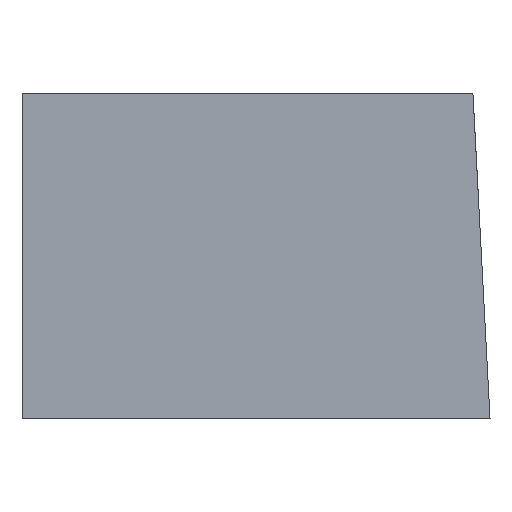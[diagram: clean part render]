
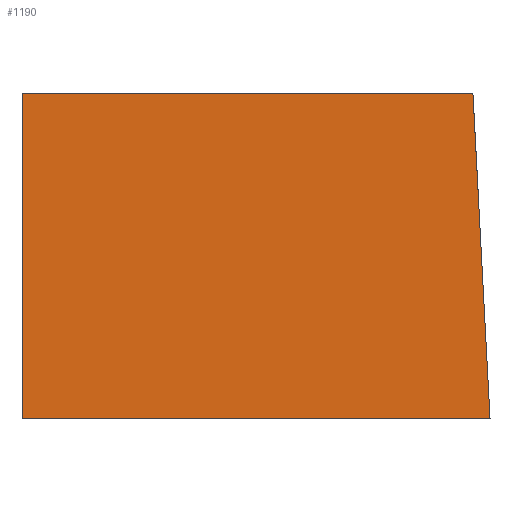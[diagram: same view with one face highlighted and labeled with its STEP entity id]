
A CAD part, left-side view. The second image highlights one B-rep face of the part: STEP entity #1190.
In plain terms, the highlighted planar face has unit normal (-1, 0, 0).
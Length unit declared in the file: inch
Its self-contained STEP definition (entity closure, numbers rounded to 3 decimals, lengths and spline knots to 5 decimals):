
#151=DIRECTION('',(0.,-1.,0.));
#152=VECTOR('',#151,1.437);
#153=CARTESIAN_POINT('',(-1.25,0.672,0.));
#154=LINE('',#153,#152);
#201=DIRECTION('',(0.,-1.,0.));
#202=VECTOR('',#201,1.38459);
#203=CARTESIAN_POINT('',(-1.25,0.672,1.));
#204=LINE('',#203,#202);
#553=DIRECTION('',(0.,0.052,0.999));
#554=VECTOR('',#553,1.00137);
#555=CARTESIAN_POINT('',(-1.25,-0.765,0.));
#556=LINE('',#555,#554);
#557=DIRECTION('',(0.,0.,1.));
#558=VECTOR('',#557,1.);
#559=CARTESIAN_POINT('',(-1.25,0.672,0.));
#560=LINE('',#559,#558);
#814=CARTESIAN_POINT('',(-1.25,0.672,0.));
#816=VERTEX_POINT('',#814);
#818=CARTESIAN_POINT('',(-1.25,0.672,1.));
#820=VERTEX_POINT('',#818);
#869=CARTESIAN_POINT('',(-1.25,-0.765,0.));
#871=VERTEX_POINT('',#869);
#873=CARTESIAN_POINT('',(-1.25,-0.71259,1.));
#875=VERTEX_POINT('',#873);
#1179=CARTESIAN_POINT('',(-1.25,0.672,0.));
#1180=DIRECTION('',(-1.,0.,0.));
#1181=DIRECTION('',(0.,-1.,0.));
#1182=AXIS2_PLACEMENT_3D('',#1179,#1180,#1181);
#1183=PLANE('',#1182);
#1184=ORIENTED_EDGE('',*,*,#1159,.F.);
#1185=ORIENTED_EDGE('',*,*,#906,.F.);
#1186=ORIENTED_EDGE('',*,*,#1125,.T.);
#1187=ORIENTED_EDGE('',*,*,#966,.T.);
#1188=EDGE_LOOP('',(#1184,#1185,#1186,#1187));
#1189=FACE_OUTER_BOUND('',#1188,.F.);
#1190=ADVANCED_FACE('',(#1189),#1183,.T.);
#906=EDGE_CURVE('',#816,#871,#154,.T.);
#966=EDGE_CURVE('',#820,#875,#204,.T.);
#1125=EDGE_CURVE('',#816,#820,#560,.T.);
#1159=EDGE_CURVE('',#871,#875,#556,.T.);
